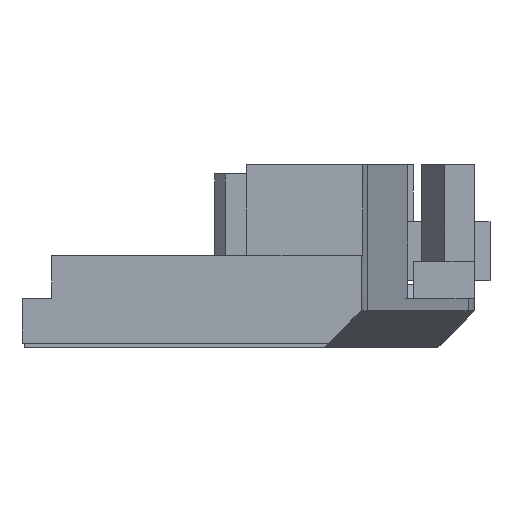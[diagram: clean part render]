
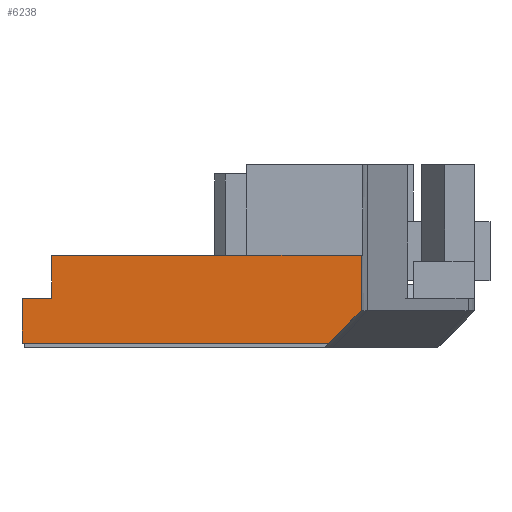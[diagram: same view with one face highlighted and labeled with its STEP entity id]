
A CAD part, left-side view. The second image highlights one B-rep face of the part: STEP entity #6238.
In plain terms, the highlighted planar face has unit normal (-1, 0, 0).
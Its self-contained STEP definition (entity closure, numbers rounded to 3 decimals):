
#333=FACE_OUTER_BOUND('',#720,.T.);
#720=EDGE_LOOP('',(#4626,#4627,#4628,#4629,#4630,#4631,#4632));
#990=LINE('',#8656,#1779);
#1265=LINE('',#9319,#2054);
#1282=LINE('',#9366,#2071);
#1283=LINE('',#9367,#2072);
#1284=LINE('',#9369,#2073);
#1285=LINE('',#9371,#2074);
#1286=LINE('',#9372,#2075);
#1779=VECTOR('',#6959,10.);
#2054=VECTOR('',#7536,10.);
#2071=VECTOR('',#7571,10.);
#2072=VECTOR('',#7572,10.);
#2073=VECTOR('',#7573,10.);
#2074=VECTOR('',#7574,10.);
#2075=VECTOR('',#7575,10.);
#2568=VERTEX_POINT('',#8652);
#2570=VERTEX_POINT('',#8655);
#2806=VERTEX_POINT('',#9316);
#2807=VERTEX_POINT('',#9318);
#2828=VERTEX_POINT('',#9365);
#2829=VERTEX_POINT('',#9368);
#2830=VERTEX_POINT('',#9370);
#3155=EDGE_CURVE('',#2570,#2568,#990,.T.);
#3476=EDGE_CURVE('',#2806,#2807,#1265,.T.);
#3501=EDGE_CURVE('',#2828,#2806,#1282,.T.);
#3502=EDGE_CURVE('',#2570,#2828,#1283,.T.);
#3503=EDGE_CURVE('',#2568,#2829,#1284,.T.);
#3504=EDGE_CURVE('',#2829,#2830,#1285,.T.);
#3505=EDGE_CURVE('',#2830,#2807,#1286,.T.);
#4626=ORIENTED_EDGE('',*,*,#3501,.F.);
#4627=ORIENTED_EDGE('',*,*,#3502,.F.);
#4628=ORIENTED_EDGE('',*,*,#3155,.T.);
#4629=ORIENTED_EDGE('',*,*,#3503,.T.);
#4630=ORIENTED_EDGE('',*,*,#3504,.T.);
#4631=ORIENTED_EDGE('',*,*,#3505,.T.);
#4632=ORIENTED_EDGE('',*,*,#3476,.F.);
#5920=PLANE('',#6657);
#6238=ADVANCED_FACE('',(#333),#5920,.T.);
#6657=AXIS2_PLACEMENT_3D('',#9364,#7569,#7570);
#6959=DIRECTION('',(0.,1.,0.));
#7536=DIRECTION('',(0.,1.,0.));
#7569=DIRECTION('center_axis',(-1.,0.,0.));
#7570=DIRECTION('ref_axis',(0.,1.,0.));
#7571=DIRECTION('',(0.,0.707,-0.707));
#7572=DIRECTION('',(0.,0.,-1.));
#7573=DIRECTION('',(0.,0.,-1.));
#7574=DIRECTION('',(0.,1.,0.));
#7575=DIRECTION('',(0.,0.,-1.));
#8652=CARTESIAN_POINT('',(-213.,-62.777,-11.665));
#8655=CARTESIAN_POINT('',(-213.,-92.368,-11.665));
#8656=CARTESIAN_POINT('',(-213.,-80.377,-11.665));
#9316=CARTESIAN_POINT('',(-213.,-89.268,-20.065));
#9318=CARTESIAN_POINT('',(-213.,-59.927,-20.065));
#9319=CARTESIAN_POINT('',(-213.,-81.252,-20.065));
#9364=CARTESIAN_POINT('Origin',(-213.,-102.377,-2.965));
#9365=CARTESIAN_POINT('',(-213.,-92.368,-16.965));
#9366=CARTESIAN_POINT('',(-213.,-97.62,-11.712));
#9367=CARTESIAN_POINT('',(-213.,-92.368,5.785));
#9368=CARTESIAN_POINT('',(-213.,-62.777,-15.765));
#9369=CARTESIAN_POINT('',(-213.,-62.777,-11.715));
#9370=CARTESIAN_POINT('',(-213.,-59.927,-15.765));
#9371=CARTESIAN_POINT('',(-213.,-65.377,-15.765));
#9372=CARTESIAN_POINT('',(-213.,-59.927,-19.815));
